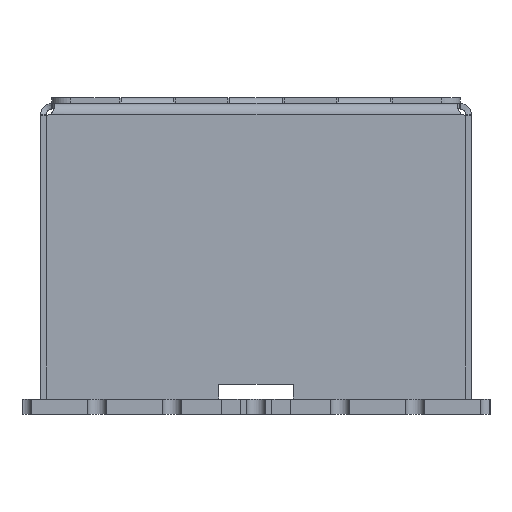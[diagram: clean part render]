
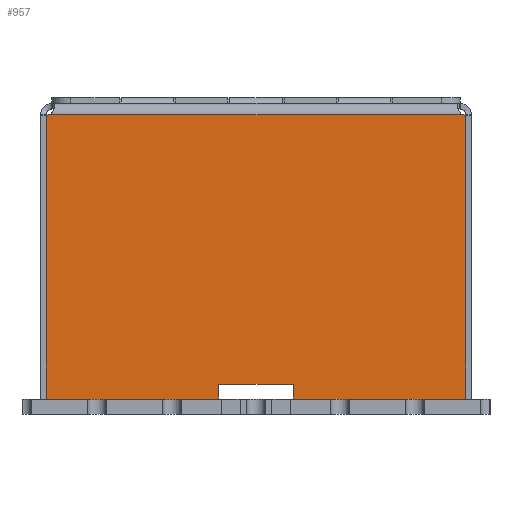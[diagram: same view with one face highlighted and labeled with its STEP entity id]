
A CAD part, left-side view. The second image highlights one B-rep face of the part: STEP entity #957.
In plain terms, the highlighted planar face has unit normal (-1, 0, 0).
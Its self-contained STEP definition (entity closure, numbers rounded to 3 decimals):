
#957=ADVANCED_FACE('',(#7763),#7765,.F.);
#7763=FACE_BOUND('',#7764,.T.);
#7764=EDGE_LOOP('',(#16892,#16893,#16894,#16895,#16896,#16897,#16898,#16899,#16900,
#16901));
#7765=PLANE('',#7766);
#7766=AXIS2_PLACEMENT_3D('',#7767,#7768,#7769);
#7767=CARTESIAN_POINT('',(-14.15,0.,16.613));
#7768=DIRECTION('',(1.,0.,0.));
#7769=DIRECTION('',(0.,0.,-1.));
#16892=ORIENTED_EDGE('',*,*,#20560,.T.);
#16893=ORIENTED_EDGE('',*,*,#20915,.F.);
#16894=ORIENTED_EDGE('',*,*,#20916,.F.);
#16895=ORIENTED_EDGE('',*,*,#20917,.F.);
#16896=ORIENTED_EDGE('',*,*,#20595,.T.);
#16897=ORIENTED_EDGE('',*,*,#20914,.F.);
#16898=ORIENTED_EDGE('',*,*,#20918,.T.);
#16899=ORIENTED_EDGE('',*,*,#20907,.F.);
#16900=ORIENTED_EDGE('',*,*,#20919,.F.);
#16901=ORIENTED_EDGE('',*,*,#20920,.T.);
#20560=EDGE_CURVE('',#22775,#22776,#22777,.T.);
#20595=EDGE_CURVE('',#22840,#22837,#22841,.T.);
#20907=EDGE_CURVE('',#23385,#23387,#23388,.T.);
#20914=EDGE_CURVE('',#23397,#22837,#23399,.T.);
#20915=EDGE_CURVE('',#23400,#22776,#23401,.T.);
#20916=EDGE_CURVE('',#23402,#23400,#23403,.T.);
#20917=EDGE_CURVE('',#22840,#23402,#23404,.T.);
#20918=EDGE_CURVE('',#23397,#23387,#23405,.T.);
#20919=EDGE_CURVE('',#23406,#23385,#23407,.T.);
#20920=EDGE_CURVE('',#23406,#22775,#23408,.T.);
#22775=VERTEX_POINT('',#26505);
#22776=VERTEX_POINT('',#26506);
#22777=LINE('',#26507,#26508);
#22837=VERTEX_POINT('',#26644);
#22840=VERTEX_POINT('',#26649);
#22841=LINE('',#26650,#26651);
#23385=VERTEX_POINT('',#27852);
#23387=VERTEX_POINT('',#27873);
#23388=LINE('',#27874,#27875);
#23397=VERTEX_POINT('',#27942);
#23399=LINE('',#27946,#27947);
#23400=VERTEX_POINT('',#27949);
#23401=LINE('',#27950,#27951);
#23402=VERTEX_POINT('',#27953);
#23403=LINE('',#27954,#27955);
#23404=LINE('',#27957,#27958);
#23405=CIRCLE('',#27960,0.45);
#23406=VERTEX_POINT('',#27964);
#23407=CIRCLE('',#27965,0.45);
#23408=LINE('',#27969,#27970);
#26505=CARTESIAN_POINT('',(-14.15,11.199,0.813));
#26506=CARTESIAN_POINT('',(-14.15,2.,0.813));
#26507=CARTESIAN_POINT('',(-14.15,11.199,0.813));
#26508=VECTOR('',#26509,1.);
#26509=DIRECTION('',(0.,-1.,0.));
#26644=CARTESIAN_POINT('',(-14.15,-11.199,0.813));
#26649=CARTESIAN_POINT('',(-14.15,-2.,0.813));
#26650=CARTESIAN_POINT('',(-14.15,-2.,0.813));
#26651=VECTOR('',#26652,1.);
#26652=DIRECTION('',(0.,-1.,0.));
#27852=CARTESIAN_POINT('',(-14.15,11.009,16.013));
#27873=CARTESIAN_POINT('',(-14.15,-11.009,16.013));
#27874=CARTESIAN_POINT('',(-14.15,11.009,16.013));
#27875=VECTOR('',#27876,1.);
#27876=DIRECTION('',(0.,-1.,0.));
#27942=CARTESIAN_POINT('',(-14.15,-11.199,15.971));
#27946=CARTESIAN_POINT('',(-14.15,-11.199,15.971));
#27947=VECTOR('',#27948,1.);
#27948=DIRECTION('',(0.,0.,-1.));
#27949=CARTESIAN_POINT('',(-14.15,2.,1.613));
#27950=CARTESIAN_POINT('',(-14.15,2.,1.613));
#27951=VECTOR('',#27952,1.);
#27952=DIRECTION('',(0.,0.,-1.));
#27953=CARTESIAN_POINT('',(-14.15,-2.,1.613));
#27954=CARTESIAN_POINT('',(-14.15,-2.,1.613));
#27955=VECTOR('',#27956,1.);
#27956=DIRECTION('',(0.,1.,0.));
#27957=CARTESIAN_POINT('',(-14.15,-2.,0.813));
#27958=VECTOR('',#27959,1.);
#27959=DIRECTION('',(0.,0.,1.));
#27960=AXIS2_PLACEMENT_3D('',#27961,#27962,#27963);
#27961=CARTESIAN_POINT('',(-14.15,-11.199,16.421));
#27962=DIRECTION('',(1.,0.,0.));
#27963=DIRECTION('',(0.,0.,-1.));
#27964=CARTESIAN_POINT('',(-14.15,11.199,15.971));
#27965=AXIS2_PLACEMENT_3D('',#27966,#27967,#27968);
#27966=CARTESIAN_POINT('',(-14.15,11.199,16.421));
#27967=DIRECTION('',(-1.,0.,0.));
#27968=DIRECTION('',(0.,0.,-1.));
#27969=CARTESIAN_POINT('',(-14.15,11.199,15.971));
#27970=VECTOR('',#27971,1.);
#27971=DIRECTION('',(0.,0.,-1.));
